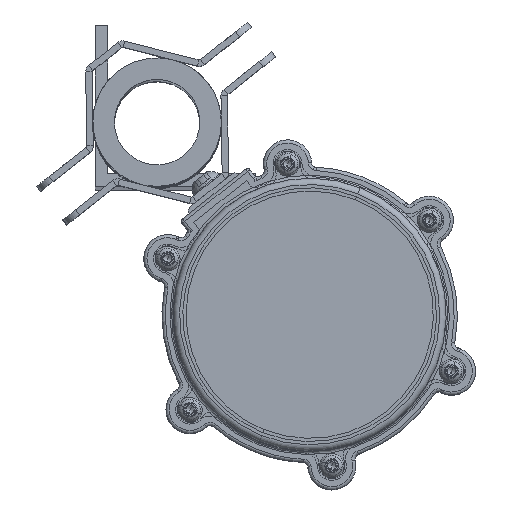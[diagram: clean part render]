
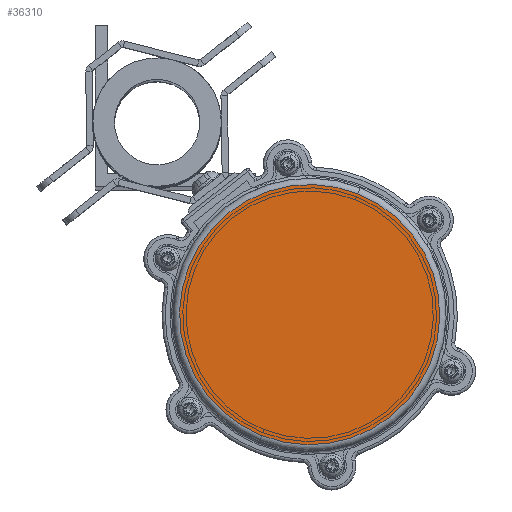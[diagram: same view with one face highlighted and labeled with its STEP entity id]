
A CAD part, top view. The second image highlights one B-rep face of the part: STEP entity #36310.
In plain terms, the highlighted face is planar.
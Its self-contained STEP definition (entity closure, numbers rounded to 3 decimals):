
#3226 = CARTESIAN_POINT ( 'NONE',  ( 40.5, 0., -43. ) ) ;
#4548 = AXIS2_PLACEMENT_3D ( 'NONE', #24933, #36680, #19128 ) ;
#7598 = ORIENTED_EDGE ( 'NONE', *, *, #32385, .T. ) ;
#7810 = CARTESIAN_POINT ( 'NONE',  ( 0., 0., -43. ) ) ;
#7833 = EDGE_CURVE ( 'NONE', #36595, #20147, #14613, .T. ) ;
#10249 = PLANE ( 'NONE',  #4548 ) ;
#10775 = DIRECTION ( 'NONE',  ( -1., 0., 0. ) ) ;
#11577 = AXIS2_PLACEMENT_3D ( 'NONE', #7810, #28445, #10775 ) ;
#12644 = CARTESIAN_POINT ( 'NONE',  ( -40.5, 0., -43. ) ) ;
#14613 = CIRCLE ( 'NONE', #34561, 40.5 ) ;
#19128 = DIRECTION ( 'NONE',  ( -1., 0., 0. ) ) ;
#20147 = VERTEX_POINT ( 'NONE', #3226 ) ;
#22829 = ORIENTED_EDGE ( 'NONE', *, *, #7833, .T. ) ;
#24933 = CARTESIAN_POINT ( 'NONE',  ( 0., 0., -43. ) ) ;
#28445 = DIRECTION ( 'NONE',  ( 0., 0., -1. ) ) ;
#30148 = CIRCLE ( 'NONE', #11577, 40.5 ) ;
#32385 = EDGE_CURVE ( 'NONE', #20147, #36595, #30148, .T. ) ;
#33157 = FACE_OUTER_BOUND ( 'NONE', #36224, .T. ) ;
#34561 = AXIS2_PLACEMENT_3D ( 'NONE', #34967, #34916, #34796 ) ;
#34796 = DIRECTION ( 'NONE',  ( -1., 0., 0. ) ) ;
#34916 = DIRECTION ( 'NONE',  ( 0., 0., -1. ) ) ;
#34967 = CARTESIAN_POINT ( 'NONE',  ( 0., 0., -43. ) ) ;
#36224 = EDGE_LOOP ( 'NONE', ( #22829, #7598 ) ) ;
#36310 = ADVANCED_FACE ( 'NONE', ( #33157 ), #10249, .T. ) ;
#36595 = VERTEX_POINT ( 'NONE', #12644 ) ;
#36680 = DIRECTION ( 'NONE',  ( 0., 0., -1. ) ) ;
